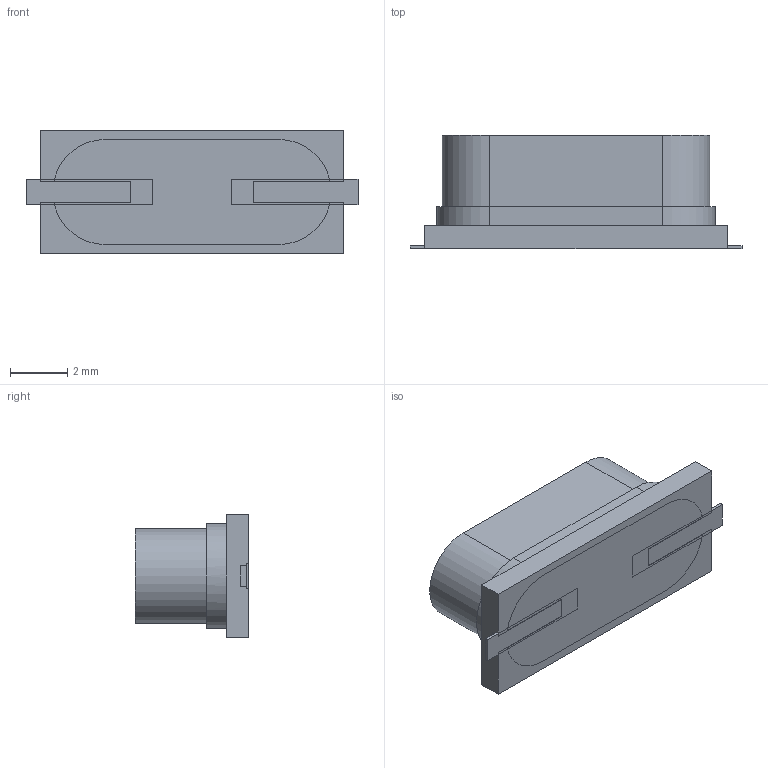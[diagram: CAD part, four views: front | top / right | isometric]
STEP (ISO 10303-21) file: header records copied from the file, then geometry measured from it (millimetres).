
FILE_DESCRIPTION (( 'STEP AP214' ), '1' );
FILE_NAME ( 'CRYSTAL1060X400N.step', '2016-12-1T19:39:24', ( '' ), ( '' ), 'EDABuilder', 'EMA Design Automation', '' );
FILE_SCHEMA (( 'AUTOMOTIVE_DESIGN' ));
Length unit declared in the file: millimetre
Products named in the file (1): face1_BC
Bounding box: 11.65 x 3.99 x 4.3 mm (x, y, z)
Volume: 83.6 mm3; surface area: 327.5 mm2
Topology: 4 solids, 5 shells, 45 faces, 108 edges, 72 vertices
Faces by surface type: plane 41, cylinder 4
Entity records: 1414 total; most frequent: CARTESIAN_POINT 242, DIRECTION 224, ORIENTED_EDGE 216, EDGE_CURVE 108, LINE 100, VECTOR 100, VERTEX_POINT 72, AXIS2_PLACEMENT_3D 62
